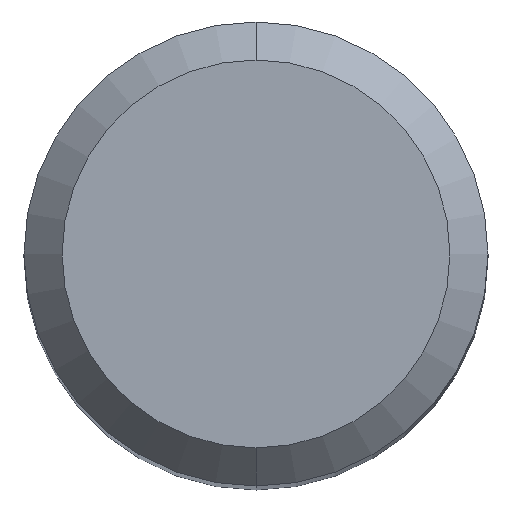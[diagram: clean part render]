
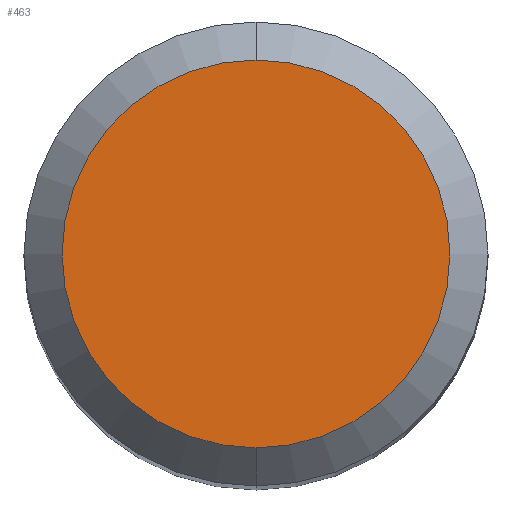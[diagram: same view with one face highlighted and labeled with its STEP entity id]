
A CAD part, top view. The second image highlights one B-rep face of the part: STEP entity #463.
In plain terms, the highlighted planar face has unit normal (0, 0, 1).
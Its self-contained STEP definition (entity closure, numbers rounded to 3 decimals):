
#287=VERTEX_POINT('',#680);
#357=VERTEX_POINT('',#758);
#463=ADVANCED_FACE('',(#878),#879,.T.);
#491=EDGE_CURVE('',#287,#357,#909,.T.);
#545=EDGE_CURVE('',#357,#287,#968,.T.);
#680=CARTESIAN_POINT('',(0.0,4.045,0.0));
#758=CARTESIAN_POINT('',(0.,-4.045,0.0));
#878=FACE_OUTER_BOUND('',#1474,.T.);
#879=PLANE('',#1475);
#909=CIRCLE('',#1519,4.045);
#968=CIRCLE('',#1679,4.045);
#1474=EDGE_LOOP('',(#2146,#2147));
#1475=AXIS2_PLACEMENT_3D('',#2148,#2149,#2150);
#1519=AXIS2_PLACEMENT_3D('',#2175,#2176,#2177);
#1679=AXIS2_PLACEMENT_3D('',#2222,#2223,#2224);
#2146=ORIENTED_EDGE('',*,*,#491,.F.);
#2147=ORIENTED_EDGE('',*,*,#545,.F.);
#2148=CARTESIAN_POINT('',(0.0,2.022,0.0));
#2149=DIRECTION('',(-0.0,0.0,1.0));
#2150=DIRECTION('',(0.0,-1.0,0.0));
#2175=CARTESIAN_POINT('',(0.0,0.0,0.0));
#2176=DIRECTION('',(0.0,0.0,-1.0));
#2177=DIRECTION('',(0.0,1.0,0.0));
#2222=CARTESIAN_POINT('',(0.0,0.0,0.0));
#2223=DIRECTION('',(0.0,0.0,-1.0));
#2224=DIRECTION('',(0.0,1.0,0.0));
